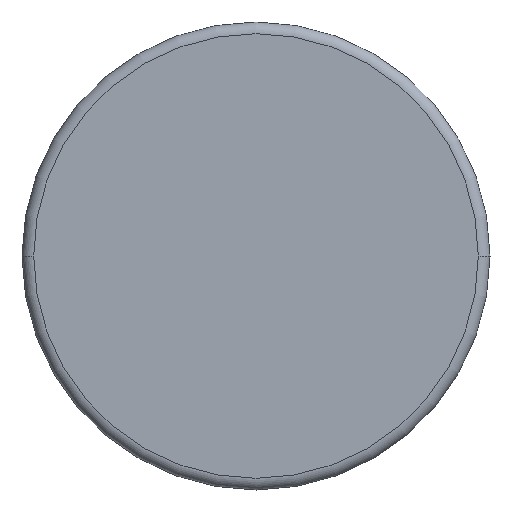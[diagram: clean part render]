
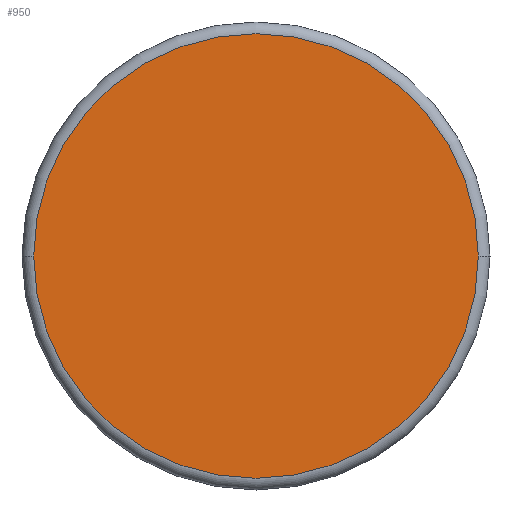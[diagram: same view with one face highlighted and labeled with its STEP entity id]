
A CAD part, front view. The second image highlights one B-rep face of the part: STEP entity #950.
In plain terms, the highlighted planar face has unit normal (0, -1, 0).
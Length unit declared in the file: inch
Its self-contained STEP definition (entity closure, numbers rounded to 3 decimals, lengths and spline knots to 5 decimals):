
#2=CARTESIAN_POINT('',(0.,0.,0.));
#3=DIRECTION('',(0.,-1.,0.));
#4=DIRECTION('',(1.,0.,0.));
#5=AXIS2_PLACEMENT_3D('',#2,#3,#4);
#17=CARTESIAN_POINT('',(0.,0.,0.));
#18=DIRECTION('',(0.,1.,0.));
#19=DIRECTION('',(1.,0.,0.));
#20=AXIS2_PLACEMENT_3D('',#17,#18,#19);
#808=CARTESIAN_POINT('',(1.14,0.,0.));
#809=VERTEX_POINT('',#808);
#810=CARTESIAN_POINT('',(-1.14,0.,0.));
#811=VERTEX_POINT('',#810);
#939=CARTESIAN_POINT('',(0.,0.,0.));
#940=DIRECTION('',(0.,-1.,0.));
#941=DIRECTION('',(-1.,0.,0.));
#942=AXIS2_PLACEMENT_3D('',#939,#940,#941);
#943=PLANE('',#942);
#945=ORIENTED_EDGE('',*,*,#944,.F.);
#947=ORIENTED_EDGE('',*,*,#946,.T.);
#948=EDGE_LOOP('',(#945,#947));
#949=FACE_OUTER_BOUND('',#948,.F.);
#950=ADVANCED_FACE('',(#949),#943,.T.);
#6=CIRCLE('',#5,1.14);
#21=CIRCLE('',#20,1.14);
#944=EDGE_CURVE('',#809,#811,#6,.T.);
#946=EDGE_CURVE('',#809,#811,#21,.T.);
